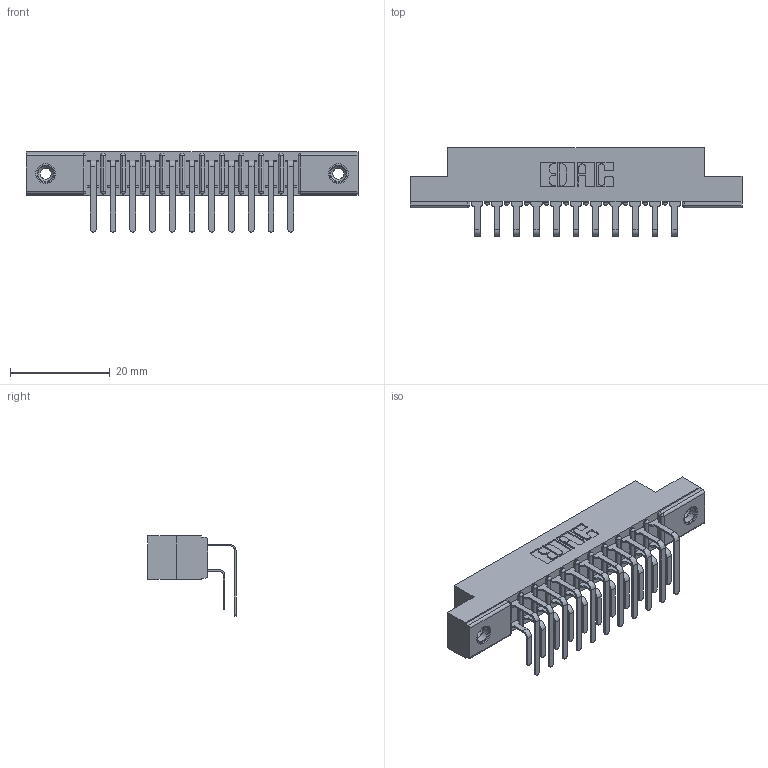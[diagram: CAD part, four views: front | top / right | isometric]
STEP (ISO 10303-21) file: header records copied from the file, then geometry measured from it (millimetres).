
FILE_DESCRIPTION (( 'STEP AP203' ), '1' );
FILE_NAME ('357-022-459-208.STEP', '2020-10-03T00:07:00', ( '' ), ( '' ), 'SwSTEP 2.0', 'SolidWorks 2020', '' );
FILE_SCHEMA (( 'CONFIG_CONTROL_DESIGN' ));
Length unit declared in the file: inch
Products named in the file (5): 307 Part_.156 Dia Mounting Holes; 307-290-001_558 559 - 1 (Single); 357-022-459-208; 345-250-001_345-250-003-102; 307-290-001_559 - 2 (Single)
Assembly tree (25 placements, depth 2):
  357-022-459-208
    307 Part_.156 Dia Mounting Holes
    307-290-001_558 559 - 1 (Single)  x11
    307-290-001_559 - 2 (Single)  x11
    345-250-001_345-250-003-102  x2
Bounding box: 66.6 x 17.69 x 16.08 mm (x, y, z)
Volume: 4448.5 mm3; surface area: 7854.2 mm2
Topology: 25 solids, 25 shells, 1290 faces, 3583 edges, 2318 vertices
Faces by surface type: plane 828, cylinder 422, sphere 24, cone 12, torus 4
Entity records: 16236 total; most frequent: CARTESIAN_POINT 2652, DIRECTION 2619, ORIENTED_EDGE 2618, EDGE_CURVE 1309, VECTOR 989, LINE 989, VERTEX_POINT 848, AXIS2_PLACEMENT_3D 815
